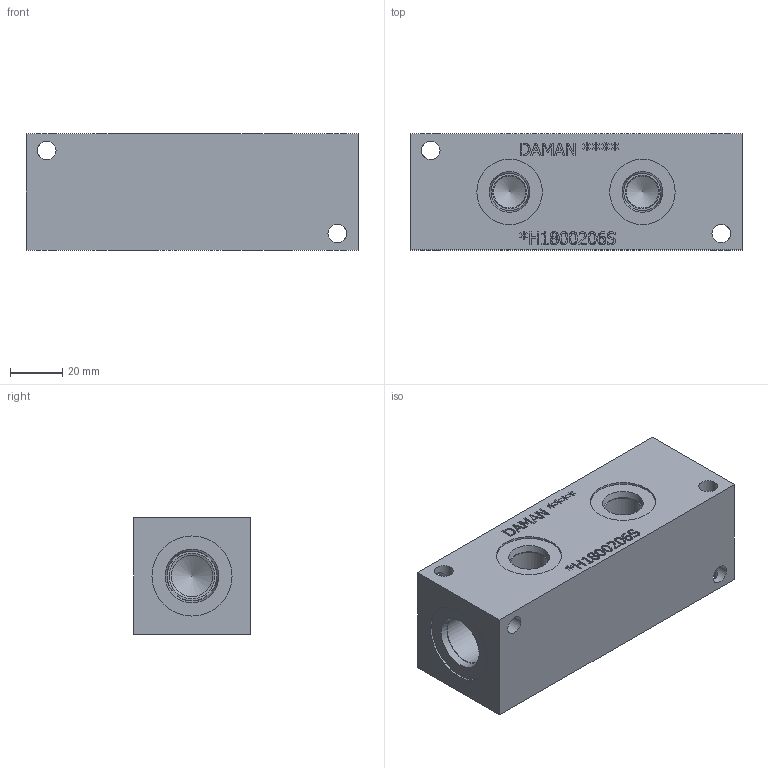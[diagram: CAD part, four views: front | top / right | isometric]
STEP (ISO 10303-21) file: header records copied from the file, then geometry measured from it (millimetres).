
FILE_DESCRIPTION(/* description */ (''),/* implementation_level */ '2;1');
FILE_NAME(/* name */ '_H1800206S.stp',/* time_stamp */ '2020-03-26T09:30:45-04:00',/* author */ ('devonn'),/* organization */ (''),/* preprocessor_version */ 'ST-DEVELOPER v17',/* originating_system */ 'Autodesk Inventor 2019',/* authorisation */ '');
FILE_SCHEMA (('AUTOMOTIVE_DESIGN { 1 0 10303 214 3 1 1 }'));
Length unit declared in the file: millimetre
Products named in the file (1): Part8
Bounding box: 127 x 44.45 x 44.45 mm (x, y, z)
Volume: 217699.9 mm3; surface area: 36187.2 mm2
Topology: 1 solids, 1 shells, 395 faces, 1077 edges, 720 vertices
Faces by surface type: plane 223, bspline 110, cylinder 38, cone 24
Full cylindrical faces by diameter (mm): 7.137 x8, 12.294 x4, 12.9 x4, 14.275 x4, 14.529 x4, 15.875 x2, 17.501 x2, 19.05 x2, 19.253 x2, 25.019 x4, 30.632 x2
Entity records: 13355 total; most frequent: CARTESIAN_POINT 3617, ORIENTED_EDGE 2142, DIRECTION 1559, EDGE_CURVE 1071, VERTEX_POINT 720, LINE 715, VECTOR 715, EDGE_LOOP 449
